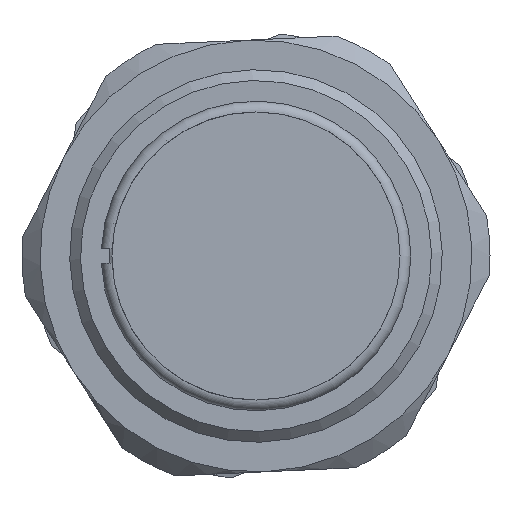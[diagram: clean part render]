
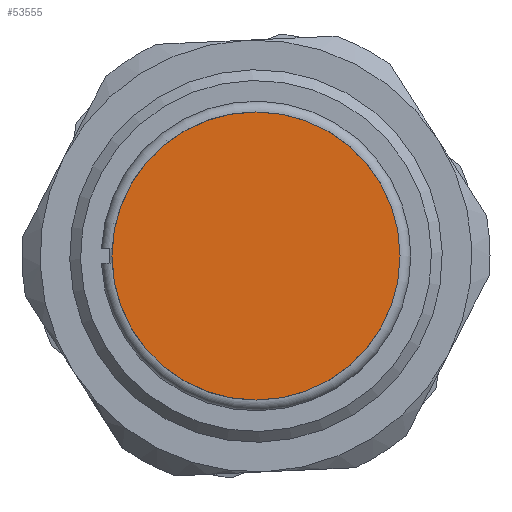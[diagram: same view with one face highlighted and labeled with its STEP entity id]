
A CAD part, left-side view. The second image highlights one B-rep face of the part: STEP entity #53555.
In plain terms, the highlighted planar face has unit normal (-1, 0, 0).
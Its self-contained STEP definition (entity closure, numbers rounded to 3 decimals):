
#53539=CARTESIAN_POINT('',(0.,3.5,0.0));
#53540=DIRECTION('',(-1.0,0.0,0.0));
#53541=DIRECTION('',(0.0,0.0,1.0));
#53542=AXIS2_PLACEMENT_3D('',#53539,#53540,#53541);
#53543=PLANE('',#53542);
#53544=CARTESIAN_POINT('',(0.,4.0,0.0));
#53545=VERTEX_POINT('',#53544);
#53546=CARTESIAN_POINT('',(0.0,0.0,0.0));
#53547=DIRECTION('',(1.0,0.0,0.0));
#53548=DIRECTION('',(0.0,1.0,0.0));
#53549=AXIS2_PLACEMENT_3D('',#53546,#53547,#53548);
#53550=CIRCLE('',#53549,4.0);
#53551=EDGE_CURVE('',#53545,#53545,#53550,.T.);
#53552=ORIENTED_EDGE('',*,*,#53551,.F.);
#53553=EDGE_LOOP('',(#53552));
#53554=FACE_OUTER_BOUND('',#53553,.T.);
#53555=ADVANCED_FACE('',(#53554),#53543,.T.);
